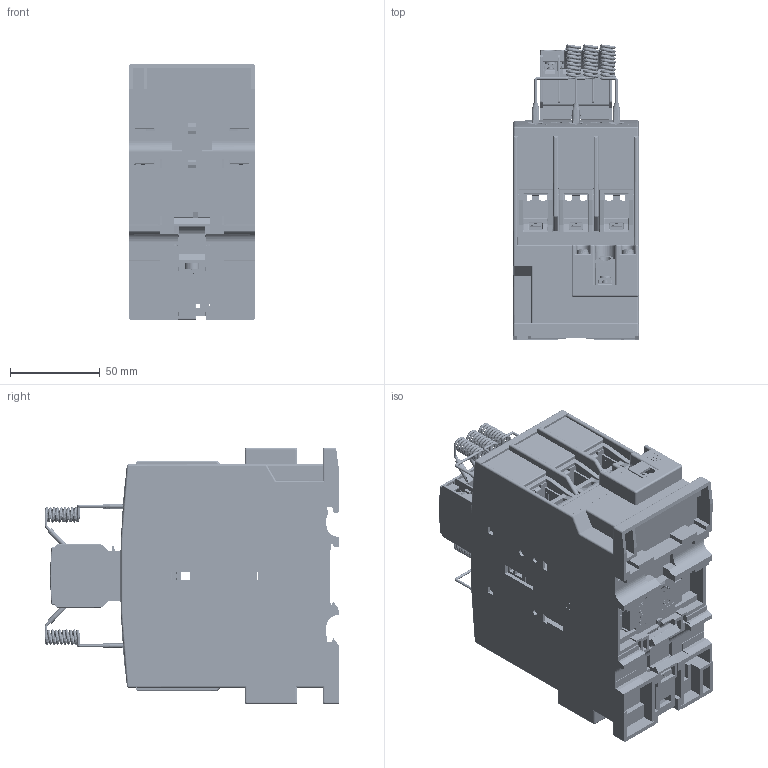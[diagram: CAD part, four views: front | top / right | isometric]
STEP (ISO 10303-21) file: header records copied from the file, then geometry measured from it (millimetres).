
FILE_DESCRIPTION((''),'2;1');
FILE_NAME('CEM70CK_004643815','2017-07-21T',('aljaz.cop'),('Audax d.o.o.'),'CREO PARAMETRIC BY PTC INC, 2015380','CREO PARAMETRIC BY PTC INC, 2015380','');
FILE_SCHEMA(('CONFIG_CONTROL_DESIGN'));
Products named in the file (1): CEM70CK_004643815
Bounding box: 69.81 x 163.97 x 142.93 mm (x, y, z)
Volume: 309900.3 mm3; surface area: 285937.4 mm2
Topology: 1 solids, 1 shells, 10501 faces, 30691 edges, 19823 vertices
Faces by surface type: plane 7467, cylinder 1744, extrusion 745, bspline 211, torus 206, cone 72, sphere 56
Entity records: 481945 total; most frequent: CARTESIAN_POINT 207938, ORIENTED_EDGE 61160, DIRECTION 50768, EDGE_CURVE 30580, VECTOR 23990, LINE 23245, VERTEX_POINT 19823, AXIS2_PLACEMENT_3D 13389
